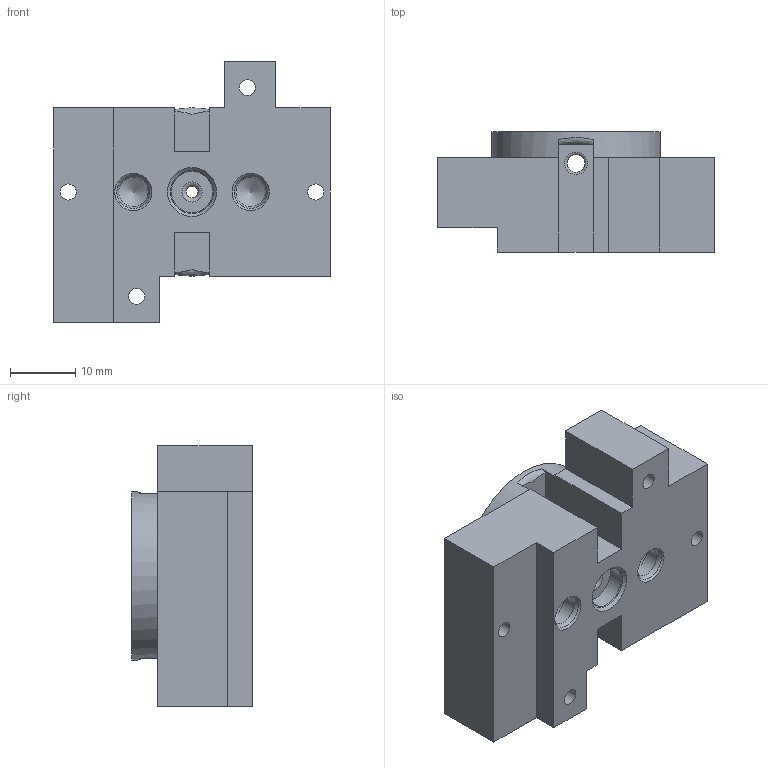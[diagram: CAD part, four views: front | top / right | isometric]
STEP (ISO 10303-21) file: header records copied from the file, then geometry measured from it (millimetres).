
FILE_DESCRIPTION(/* description */ ('STEP AP214','CAx-IF Rec.Pracs.---Representation and Presentation of Product Manufacturing Information (PMI)---4.0---2014-10-13'),/* implementation_level */ '2;1');
FILE_NAME(/* name */ 'Mouse_Poke_Round_V1_7 - 02_14_2024 - for machining of aluminum.stp',/* time_stamp */ '2024-02-21T15:00:51-05:00',/* author */ ('JGN2120'),/* organization */ (''),/* preprocessor_version */ 'ST-DEVELOPER v19',/* originating_system */ 'Autodesk Inventor 2023',/* authorisation */ '');
FILE_SCHEMA (('AP242_MANAGED_MODEL_BASED_3D_ENGINEERING_MIM_LF { 1 0 10303 442 1 1 4 }'));
Length unit declared in the file: inch
Products named in the file (1): Mouse_Poke_Round_V1_7 - 02_14_2024 - for machining of aluminum
Bounding box: 42.48 x 18.5 x 40 mm (x, y, z)
Volume: 16824.3 mm3; surface area: 6377.5 mm2
Topology: 1 solids, 1 shells, 60 faces, 176 edges, 119 vertices
Faces by surface type: plane 28, cylinder 11, torus 9, cone 6, bspline 6
Full cylindrical faces by diameter (mm): 1.829 x1, 2.459 x4, 2.77 x2, 4.5 x2, 6.35 x1, 25.8 x1
Entity records: 4508 total; most frequent: CARTESIAN_POINT 1977, DIRECTION 422, ORIENTED_EDGE 348, STYLED_ITEM 320, POLYLINE 179, EDGE_CURVE 174, AXIS2_PLACEMENT_3D 168, VERTEX_POINT 119
